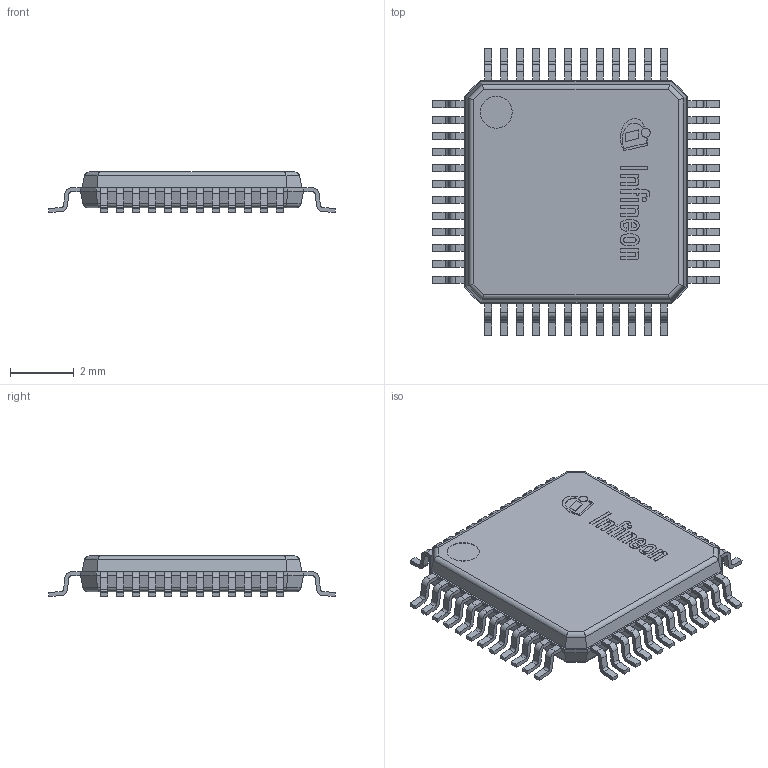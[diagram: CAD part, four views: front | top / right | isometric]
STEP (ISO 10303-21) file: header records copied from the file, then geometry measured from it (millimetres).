
FILE_DESCRIPTION(/* description */ (''),/* implementation_level */ '2;1');
FILE_NAME(/* name */ 'P-TQFP-48-1_Z8B00005255_V04_3D.stp',/* time_stamp */ '2024-09-17T18:55:08+05:30',/* author */ ('sivamani'),/* organization */ (''),/* preprocessor_version */ 'ST-DEVELOPER v19.2',/* originating_system */ 'AutoCAD Mechanical',/* authorisation */ '');
FILE_SCHEMA (('AUTOMOTIVE_DESIGN { 1 0 10303 214 3 1 1 }'));
Length unit declared in the file: millimetre
Products named in the file (1): Product
Bounding box: 9 x 9 x 1.28 mm (x, y, z)
Volume: 53.9 mm3; surface area: 366.5 mm2
Topology: 64 solids, 64 shells, 840 faces, 2114 edges, 1404 vertices
Faces by surface type: plane 604, cylinder 217, bspline 18, torus 1
Full cylindrical faces by diameter (mm): 1 x1
Entity records: 25277 total; most frequent: CARTESIAN_POINT 4765, ORIENTED_EDGE 4228, DIRECTION 4145, EDGE_CURVE 2114, LINE 1657, VECTOR 1657, VERTEX_POINT 1404, AXIS2_PLACEMENT_3D 1244
